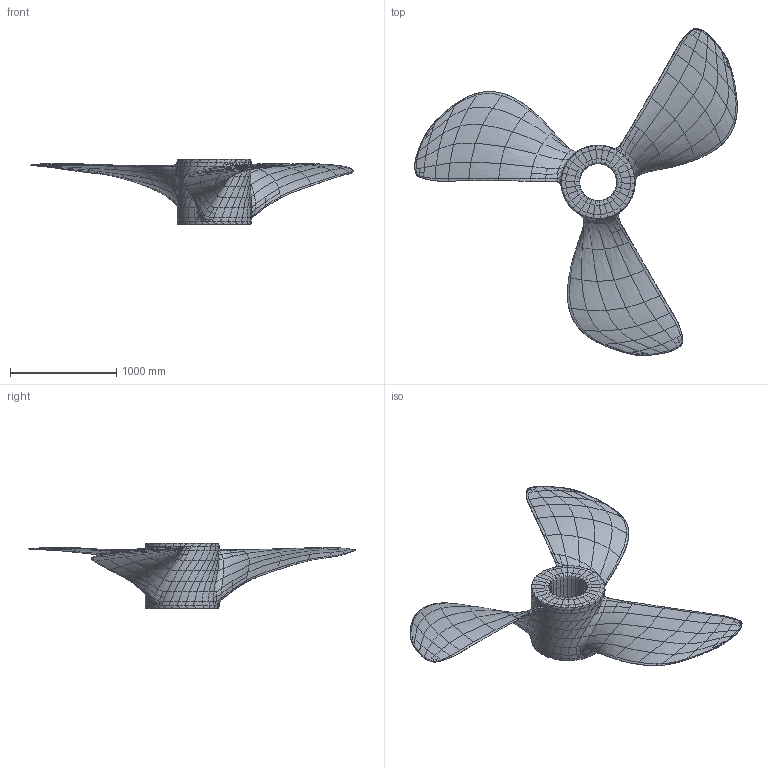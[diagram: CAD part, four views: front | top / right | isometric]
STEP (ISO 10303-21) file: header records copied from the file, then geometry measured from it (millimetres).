
FILE_DESCRIPTION(('HOOPS Exchange Step'),'2;1');
FILE_NAME('3Blade-propeller.stp','2024-02-18T13:36:13+01:00',('pafurijaz'),('Unknown organisation'),'HOOPS Exchange 2023.2','HOOPS Exchange','Unknown authorisation');
FILE_SCHEMA( ('AP203_CONFIGURATION_CONTROLLED_3D_DESIGN_OF_MECHANICAL_PARTS_AND_ASSEMBLIES_MIM_LF') );
Length unit declared in the file: millimetre
Products named in the file (1): Solid 2
Bounding box: 3041.03 x 3083.29 x 620 mm (x, y, z)
Volume: 298869473.1 mm3; surface area: 8513550.1 mm2
Topology: 1 solids, 1 shells, 1008 faces, 2076 edges, 1068 vertices
Faces by surface type: bspline 1008
Entity records: 38929 total; most frequent: CARTESIAN_POINT 25501, ORIENTED_EDGE 4152, B_SPLINE_CURVE_WITH_KNOTS 2076, EDGE_CURVE 2076, VERTEX_POINT 1068, B_SPLINE_SURFACE_WITH_KNOTS 1008, EDGE_LOOP 1008, FACE_BOUND 1008
